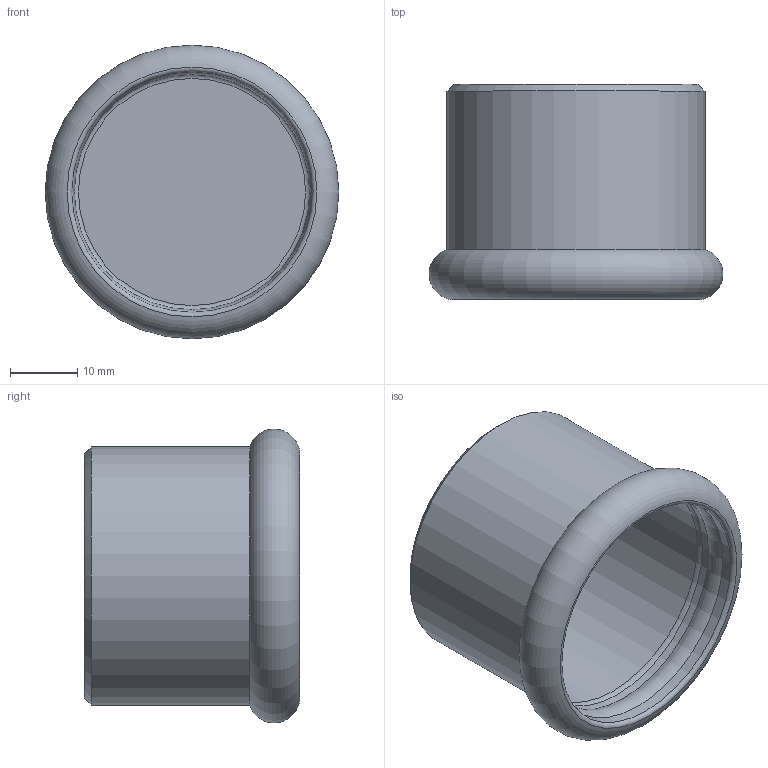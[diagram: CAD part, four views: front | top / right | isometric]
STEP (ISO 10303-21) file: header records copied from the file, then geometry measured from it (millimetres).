
FILE_DESCRIPTION(/* description */ ('TAPPO DI CHIUSURA DN35'),/* implementation_level */ '2;1');
FILE_NAME(/* name */ '383035003_Steelpres.stp',/* time_stamp */ '2022-10-21T16:15:59+02:00',/* author */ ('Vault'),/* organization */ ('Raccorderie metalliche s.p.a. '),/* preprocessor_version */ 'ST-DEVELOPER v18.1',/* originating_system */ 'Autodesk Inventor 2020',/* authorisation */ 'Raccorderie metalliche s.p.a. ');
FILE_SCHEMA (('AUTOMOTIVE_DESIGN { 1 0 10303 214 3 1 1 }'));
Length unit declared in the file: millimetre
Products named in the file (1): 383035003_Steelpres
Bounding box: 43.68 x 32 x 43.68 mm (x, y, z)
Volume: 12166.8 mm3; surface area: 9413 mm2
Topology: 1 solids, 1 shells, 12 faces, 31 edges, 21 vertices
Faces by surface type: torus 5, cylinder 4, plane 2, cone 1
Full cylindrical faces by diameter (mm): 35.4 x1, 35.8 x2, 38.4 x1
Entity records: 430 total; most frequent: DIRECTION 83, CARTESIAN_POINT 65, ORIENTED_EDGE 62, AXIS2_PLACEMENT_3D 39, EDGE_CURVE 31, CIRCLE 26, VERTEX_POINT 21, FACE_OUTER_BOUND 12
